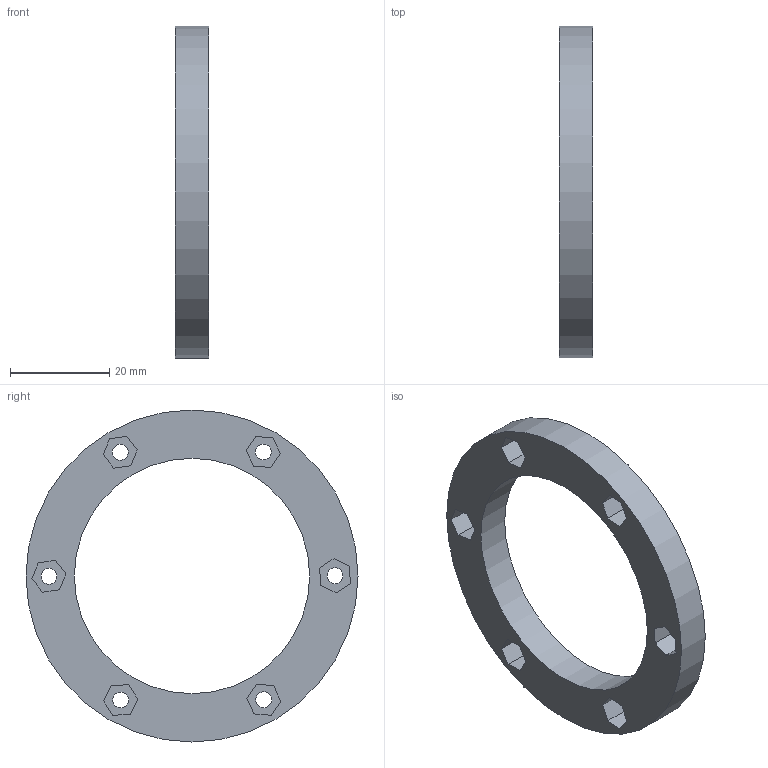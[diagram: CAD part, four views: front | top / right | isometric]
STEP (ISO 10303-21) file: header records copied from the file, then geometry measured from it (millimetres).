
FILE_DESCRIPTION(/* description */ (''),/* implementation_level */ '2;1');
FILE_NAME(/* name */ 'Bearing_connector_back.step',/* time_stamp */ '2025-05-04T16:49:46+02:00',/* author */ (''),/* organization */ (''),/* preprocessor_version */ 'ST-DEVELOPER v20.1',/* originating_system */ 'Autodesk Translation Framework v14.4.0.0',/* authorisation */ '');
FILE_SCHEMA (('AUTOMOTIVE_DESIGN { 1 0 10303 214 3 1 1 }'));
Length unit declared in the file: millimetre
Products named in the file (1): bearing_c_b (1)
Bounding box: 6.8 x 67 x 67 mm (x, y, z)
Volume: 10791.3 mm3; surface area: 6640.4 mm2
Topology: 1 solids, 1 shells, 52 faces, 132 edges, 88 vertices
Faces by surface type: plane 44, cylinder 8
Full cylindrical faces by diameter (mm): 3.2 x6, 47.5 x1, 67 x1
Entity records: 1613 total; most frequent: CARTESIAN_POINT 273, ORIENTED_EDGE 264, DIRECTION 254, EDGE_CURVE 132, LINE 116, VECTOR 116, VERTEX_POINT 88, EDGE_LOOP 72
